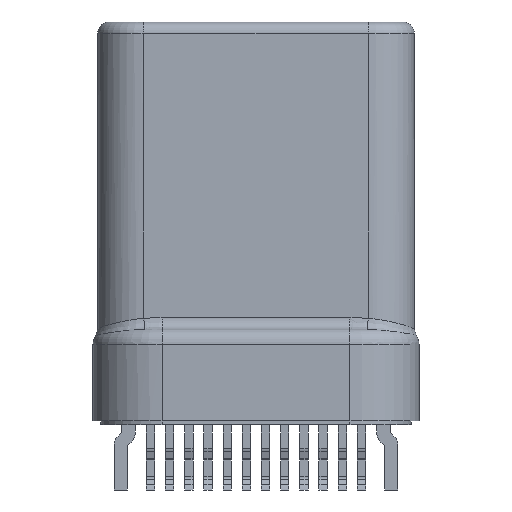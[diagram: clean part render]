
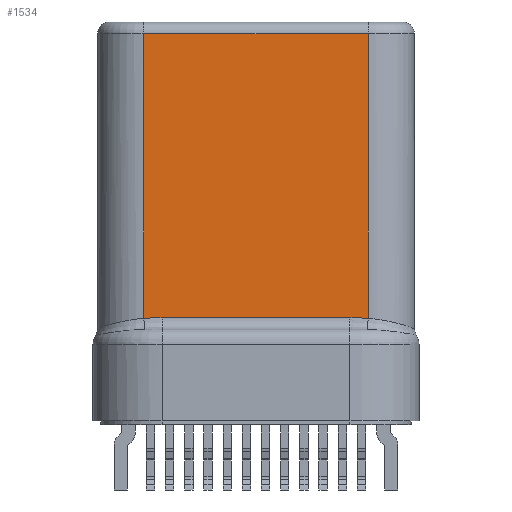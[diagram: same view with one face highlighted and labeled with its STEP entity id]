
A CAD part, front view. The second image highlights one B-rep face of the part: STEP entity #1534.
In plain terms, the highlighted planar face has unit normal (0, -1, 0).
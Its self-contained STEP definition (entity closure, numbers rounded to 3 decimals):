
#271=CARTESIAN_POINT('',(2.925,-1.2,-7.722));
#272=CARTESIAN_POINT('',(2.87,-1.2,-7.718));
#273=CARTESIAN_POINT('',(2.762,-1.2,-7.712));
#274=CARTESIAN_POINT('',(2.596,-1.2,-7.708));
#275=CARTESIAN_POINT('',(2.498,-1.2,-7.707));
#276=CARTESIAN_POINT('',(2.45,-1.2,-7.707));
#278=CARTESIAN_POINT('',(-2.45,-1.2,
-7.707));
#279=CARTESIAN_POINT('',(-2.498,-1.2,
-7.707));
#280=CARTESIAN_POINT('',(-2.597,-1.2,
-7.708));
#281=CARTESIAN_POINT('',(-2.762,-1.2,
-7.712));
#282=CARTESIAN_POINT('',(-2.87,-1.2,
-7.718));
#283=CARTESIAN_POINT('',(-2.925,-1.2,
-7.722));
#289=DIRECTION('',(-1.,0.,0.));
#290=VECTOR('',#289,5.85);
#291=CARTESIAN_POINT('',(2.925,-1.2,-0.3));
#292=LINE('',#291,#290);
#356=DIRECTION('',(0.,0.,-1.));
#357=VECTOR('',#356,7.422);
#358=CARTESIAN_POINT('',(-2.925,-1.2,-0.3));
#359=LINE('',#358,#357);
#489=DIRECTION('',(0.,0.,1.));
#490=VECTOR('',#489,7.422);
#491=CARTESIAN_POINT('',(2.925,-1.2,-7.722));
#492=LINE('',#491,#490);
#592=DIRECTION('',(1.,0.,0.));
#593=VECTOR('',#592,4.9);
#594=CARTESIAN_POINT('',(-2.45,-1.2,
-7.707));
#595=LINE('',#594,#593);
#1021=VERTEX_POINT('',#278);
#1022=VERTEX_POINT('',#283);
#1023=CARTESIAN_POINT('',(2.925,-1.2,-0.3));
#1024=CARTESIAN_POINT('',(-2.925,-1.2,-0.3));
#1025=VERTEX_POINT('',#1023);
#1026=VERTEX_POINT('',#1024);
#1027=CARTESIAN_POINT('',(2.925,-1.2,
-7.722));
#1028=VERTEX_POINT('',#1027);
#1029=VERTEX_POINT('',#276);
#1516=CARTESIAN_POINT('',(-4.125,-1.2,0.));
#1517=DIRECTION('',(0.,-1.,0.));
#1518=DIRECTION('',(1.,0.,0.));
#1519=AXIS2_PLACEMENT_3D('',#1516,#1517,#1518);
#1520=PLANE('',#1519);
#1522=ORIENTED_EDGE('',*,*,#1521,.F.);
#1524=ORIENTED_EDGE('',*,*,#1523,.F.);
#1526=ORIENTED_EDGE('',*,*,#1525,.T.);
#1528=ORIENTED_EDGE('',*,*,#1527,.F.);
#1529=ORIENTED_EDGE('',*,*,#1505,.T.);
#1531=ORIENTED_EDGE('',*,*,#1530,.F.);
#1532=EDGE_LOOP('',(#1522,#1524,#1526,#1528,#1529,#1531));
#1533=FACE_OUTER_BOUND('',#1532,.F.);
#1534=ADVANCED_FACE('',(#1533),#1520,.T.);
#277=B_SPLINE_CURVE_WITH_KNOTS('',3,(#271,#272,#273,#274,#275,#276),
.UNSPECIFIED.,.F.,.F.,(4,1,1,4),(0.,0.333,0.667,1.),
.UNSPECIFIED.);
#284=B_SPLINE_CURVE_WITH_KNOTS('',3,(#278,#279,#280,#281,#282,#283),
.UNSPECIFIED.,.F.,.F.,(4,1,1,4),(0.,0.333,0.667,1.),
.UNSPECIFIED.);
#1505=EDGE_CURVE('',#1021,#1022,#284,.T.);
#1521=EDGE_CURVE('',#1025,#1026,#292,.T.);
#1523=EDGE_CURVE('',#1028,#1025,#492,.T.);
#1525=EDGE_CURVE('',#1028,#1029,#277,.T.);
#1527=EDGE_CURVE('',#1021,#1029,#595,.T.);
#1530=EDGE_CURVE('',#1026,#1022,#359,.T.);
